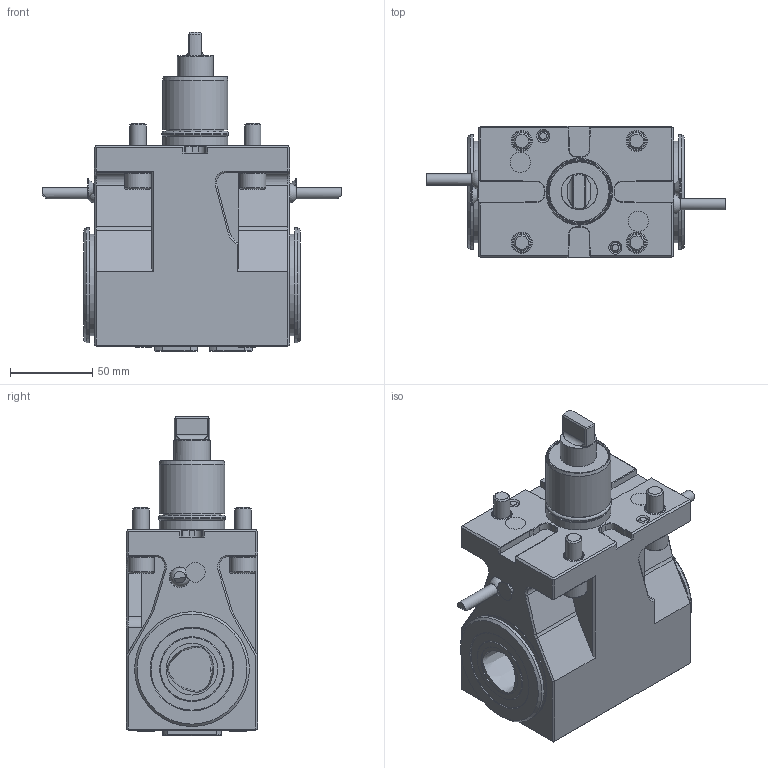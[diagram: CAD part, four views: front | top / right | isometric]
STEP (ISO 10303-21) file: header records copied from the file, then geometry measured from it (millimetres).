
FILE_DESCRIPTION(/* description */ (''),/* implementation_level */ '2;1');
FILE_NAME(/* name */ '1612604582661.stp',/* time_stamp */ '2021-02-06T15:13:17+06:00',/* author */ (''),/* organization */ ('SMS'),/* preprocessor_version */ 'ST-DEVELOPER v16.7',/* originating_system */ 'SIEMENS PLM Software NX 12.0',/* authorisation */ '');
FILE_SCHEMA (('AUTOMOTIVE_DESIGN { 1 0 10303 214 3 1 1 1 }'));
Length unit declared in the file: millimetre
Products named in the file (1): 203357139mod000_01
Bounding box: 182.6 x 80 x 194.5 mm (x, y, z)
Volume: 1130727.1 mm3; surface area: 96269.2 mm2
Topology: 1 solids, 1 shells, 418 faces, 984 edges, 620 vertices
Faces by surface type: plane 212, cone 101, cylinder 90, torus 11, bspline 2, sphere 2
Full cylindrical faces by diameter (mm): 2.5 x2, 4.917 x2, 6 x2, 6.6 x2, 7 x2, 10 x8, 12 x4, 12.4 x2, 12.5 x4, 16 x4, 22 x1, 31.6 x2, 35.2 x1, 37 x1, 39.8 x2, 40.6 x1, 62 x2, 68 x2, 70 x2
Entity records: 11675 total; most frequent: CARTESIAN_POINT 2610, DIRECTION 1898, ORIENTED_EDGE 1690, EDGE_CURVE 845, AXIS2_PLACEMENT_3D 730, VERTEX_POINT 577, EDGE_LOOP 570, LINE 438
